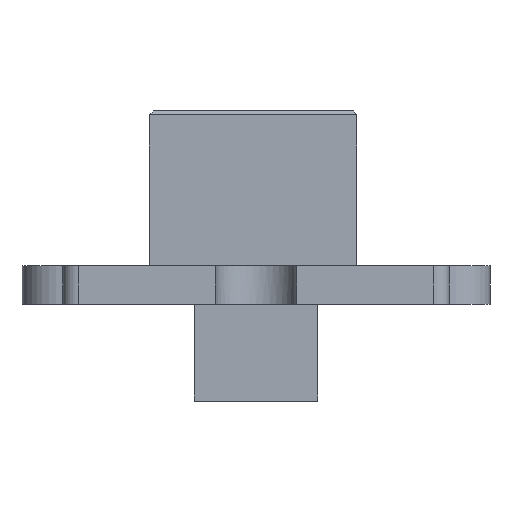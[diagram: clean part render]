
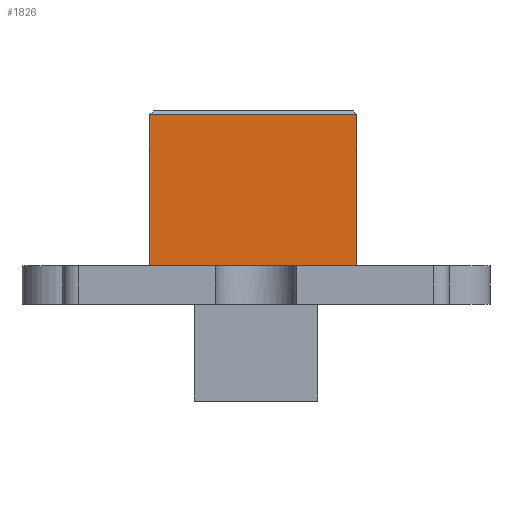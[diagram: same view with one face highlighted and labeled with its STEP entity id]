
A CAD part, left-side view. The second image highlights one B-rep face of the part: STEP entity #1826.
In plain terms, the highlighted planar face has unit normal (-1, 0, 0).
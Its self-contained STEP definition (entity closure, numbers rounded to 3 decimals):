
#139=FACE_OUTER_BOUND('',#244,.T.);
#244=EDGE_LOOP('',(#1412,#1413,#1414,#1415,#1416,#1417));
#380=LINE('',#2705,#593);
#442=LINE('',#2851,#655);
#443=LINE('',#2854,#656);
#444=LINE('',#2856,#657);
#445=LINE('',#2858,#658);
#446=LINE('',#2859,#659);
#593=VECTOR('',#2204,10.);
#655=VECTOR('',#2344,10.);
#656=VECTOR('',#2347,10.);
#657=VECTOR('',#2348,10.);
#658=VECTOR('',#2349,10.);
#659=VECTOR('',#2350,2.363);
#778=VERTEX_POINT('',#2699);
#779=VERTEX_POINT('',#2703);
#824=VERTEX_POINT('',#2849);
#825=VERTEX_POINT('',#2853);
#826=VERTEX_POINT('',#2855);
#827=VERTEX_POINT('',#2857);
#965=EDGE_CURVE('',#778,#779,#380,.T.);
#1038=EDGE_CURVE('',#824,#778,#442,.T.);
#1039=EDGE_CURVE('',#824,#825,#443,.T.);
#1040=EDGE_CURVE('',#826,#779,#444,.T.);
#1041=EDGE_CURVE('',#827,#826,#445,.T.);
#1042=EDGE_CURVE('',#825,#827,#446,.T.);
#1412=ORIENTED_EDGE('',*,*,#1039,.F.);
#1413=ORIENTED_EDGE('',*,*,#1038,.T.);
#1414=ORIENTED_EDGE('',*,*,#965,.T.);
#1415=ORIENTED_EDGE('',*,*,#1040,.F.);
#1416=ORIENTED_EDGE('',*,*,#1041,.F.);
#1417=ORIENTED_EDGE('',*,*,#1042,.F.);
#1656=PLANE('',#1960);
#1826=ADVANCED_FACE('',(#139),#1656,.T.);
#1960=AXIS2_PLACEMENT_3D('',#2852,#2345,#2346);
#2204=DIRECTION('',(0.,1.,0.));
#2344=DIRECTION('',(0.,0.,1.));
#2345=DIRECTION('center_axis',(-1.,0.,0.));
#2346=DIRECTION('ref_axis',(0.,0.,1.));
#2347=DIRECTION('',(0.,1.,0.));
#2348=DIRECTION('',(0.,0.,1.));
#2349=DIRECTION('',(0.,1.,0.));
#2350=DIRECTION('',(0.,1.,0.));
#2699=CARTESIAN_POINT('',(-8.453,-6.129,7.8));
#2703=CARTESIAN_POINT('',(-8.453,4.603,7.8));
#2705=CARTESIAN_POINT('',(-8.453,-6.129,7.8));
#2849=CARTESIAN_POINT('',(-8.453,-6.129,0.));
#2851=CARTESIAN_POINT('',(-8.453,-6.129,0.));
#2852=CARTESIAN_POINT('Origin',(-8.453,4.603,0.));
#2853=CARTESIAN_POINT('',(-8.453,-2.089,0.));
#2854=CARTESIAN_POINT('',(-8.453,-6.129,0.));
#2855=CARTESIAN_POINT('',(-8.453,4.603,0.));
#2856=CARTESIAN_POINT('',(-8.453,4.603,0.));
#2857=CARTESIAN_POINT('',(-8.453,0.274,0.));
#2858=CARTESIAN_POINT('',(-8.453,0.274,0.));
#2859=CARTESIAN_POINT('',(-8.453,-2.089,0.));
